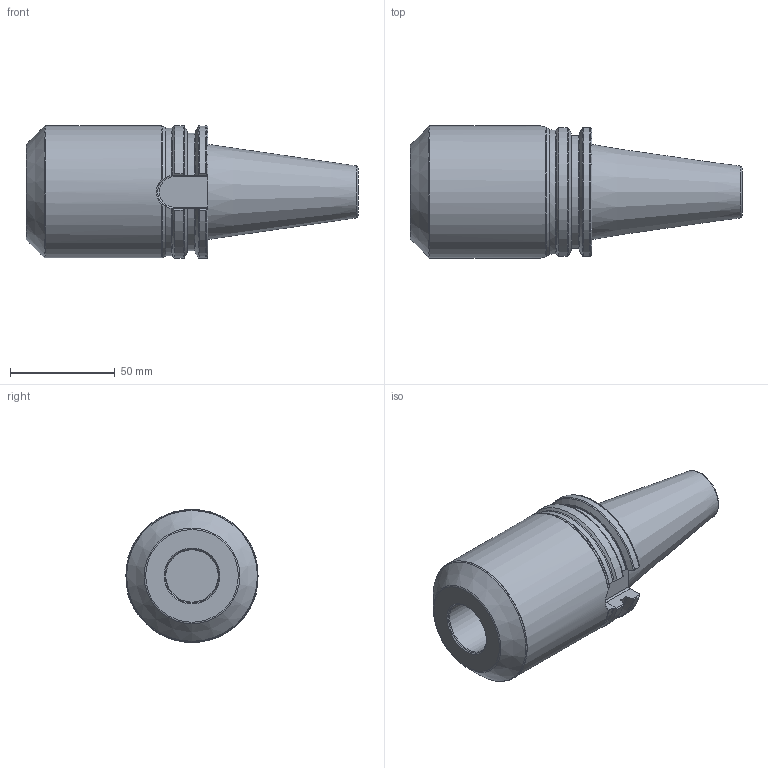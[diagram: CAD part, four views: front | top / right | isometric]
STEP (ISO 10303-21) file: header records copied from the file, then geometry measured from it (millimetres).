
FILE_DESCRIPTION(/* description */ (''),/* implementation_level */ '2;1');
FILE_NAME(/* name */ 'ASK40-EM-25-090.stp',/* time_stamp */ '2024-12-25T13:12:54+03:00',/* author */ (''),/* organization */ (''),/* preprocessor_version */ 'ST-DEVELOPER v19.4',/* originating_system */ 'SIEMENS PLM Software NX2306.3001',/* authorisation */ '');
FILE_SCHEMA (('AUTOMOTIVE_DESIGN { 1 0 10303 214 3 1 1 1 }'));
Length unit declared in the file: millimetre
Products named in the file (1): ASK40-EM-25-090-LIGHT_objects
Bounding box: 158.4 x 63 x 63.38 mm (x, y, z)
Volume: 297992.9 mm3; surface area: 34531.9 mm2
Topology: 1 solids, 1 shells, 112 faces, 306 edges, 198 vertices
Faces by surface type: torus 32, plane 28, cone 26, cylinder 24, bspline 2
Full cylindrical faces by diameter (mm): 4 x1, 10 x1, 25 x1, 63 x1
Entity records: 4107 total; most frequent: CARTESIAN_POINT 1464, ORIENTED_EDGE 570, DIRECTION 497, EDGE_CURVE 285, AXIS2_PLACEMENT_3D 216, VERTEX_POINT 195, EDGE_LOOP 131, B_SPLINE_CURVE_WITH_KNOTS 116
